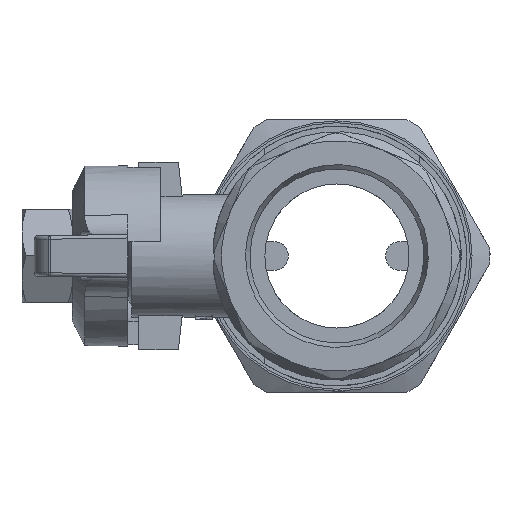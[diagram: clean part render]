
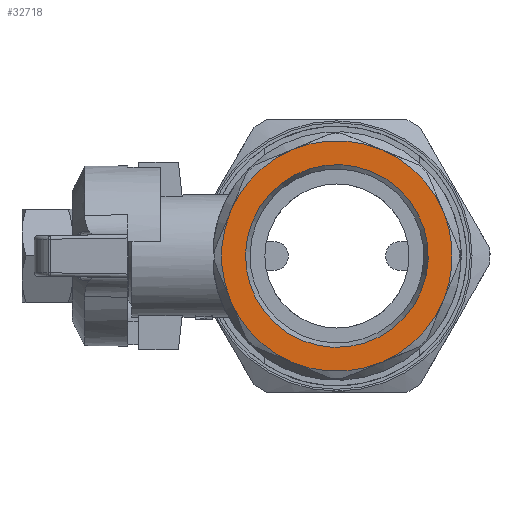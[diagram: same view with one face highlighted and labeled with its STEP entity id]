
A CAD part, left-side view. The second image highlights one B-rep face of the part: STEP entity #32718.
In plain terms, the highlighted planar face has unit normal (-1, 0, 0).
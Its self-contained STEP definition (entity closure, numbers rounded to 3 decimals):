
#8310=PLANE('',#34836);
#10763=ORIENTED_EDGE('',*,*,#20313,.F.);
#10764=ORIENTED_EDGE('',*,*,#20314,.F.);
#10765=ORIENTED_EDGE('',*,*,#20301,.F.);
#10766=ORIENTED_EDGE('',*,*,#20251,.F.);
#10767=ORIENTED_EDGE('',*,*,#20315,.F.);
#10768=ORIENTED_EDGE('',*,*,#20316,.F.);
#10769=ORIENTED_EDGE('',*,*,#20317,.F.);
#10770=ORIENTED_EDGE('',*,*,#20318,.F.);
#10771=ORIENTED_EDGE('',*,*,#20312,.F.);
#20251=EDGE_CURVE('',#25105,#25107,#28308,.T.);
#20301=EDGE_CURVE('',#25107,#25136,#28328,.T.);
#20312=EDGE_CURVE('',#25146,#25146,#28336,.T.);
#20313=EDGE_CURVE('',#25147,#25148,#28337,.T.);
#20314=EDGE_CURVE('',#25136,#25147,#28338,.T.);
#20315=EDGE_CURVE('',#25149,#25105,#28339,.T.);
#20316=EDGE_CURVE('',#25150,#25149,#28340,.T.);
#20317=EDGE_CURVE('',#25151,#25150,#28341,.T.);
#20318=EDGE_CURVE('',#25148,#25151,#28342,.T.);
#25105=VERTEX_POINT('',#50801);
#25107=VERTEX_POINT('',#50804);
#25136=VERTEX_POINT('',#50974);
#25146=VERTEX_POINT('',#51013);
#25147=VERTEX_POINT('',#51016);
#25148=VERTEX_POINT('',#51017);
#25149=VERTEX_POINT('',#51020);
#25150=VERTEX_POINT('',#51022);
#25151=VERTEX_POINT('',#51024);
#28308=CIRCLE('',#34782,16.);
#28328=CIRCLE('',#34821,16.);
#28336=CIRCLE('',#34835,12.68);
#28337=CIRCLE('',#34837,16.);
#28338=CIRCLE('',#34838,16.);
#28339=CIRCLE('',#34839,16.);
#28340=CIRCLE('',#34840,16.);
#28341=CIRCLE('',#34841,16.);
#28342=CIRCLE('',#34842,16.);
#28756=EDGE_LOOP('',(#10763,#10764,#10765,#10766,#10767,#10768,#10769,#10770));
#28757=EDGE_LOOP('',(#10771));
#30738=FACE_BOUND('',#28756,.T.);
#30739=FACE_BOUND('',#28757,.T.);
#32718=ADVANCED_FACE('',(#30738,#30739),#8310,.F.);
#34782=AXIS2_PLACEMENT_3D('',#50803,#38330,#38331);
#34821=AXIS2_PLACEMENT_3D('',#50973,#38432,#38433);
#34835=AXIS2_PLACEMENT_3D('',#51012,#38462,#38463);
#34836=AXIS2_PLACEMENT_3D('',#51014,#38464,#38465);
#34837=AXIS2_PLACEMENT_3D('',#51015,#38466,#38467);
#34838=AXIS2_PLACEMENT_3D('',#51018,#38468,#38469);
#34839=AXIS2_PLACEMENT_3D('',#51019,#38470,#38471);
#34840=AXIS2_PLACEMENT_3D('',#51021,#38472,#38473);
#34841=AXIS2_PLACEMENT_3D('',#51023,#38474,#38475);
#34842=AXIS2_PLACEMENT_3D('',#51025,#38476,#38477);
#38330=DIRECTION('',(1.,0.,0.));
#38331=DIRECTION('',(0.,-0.924,-0.383));
#38432=DIRECTION('',(1.,0.,0.));
#38433=DIRECTION('',(0.,-0.924,-0.383));
#38462=DIRECTION('',(-1.,0.,0.));
#38463=DIRECTION('',(0.,0.924,0.383));
#38464=DIRECTION('',(1.,0.,0.));
#38465=DIRECTION('',(0.,1.,0.));
#38466=DIRECTION('',(1.,0.,0.));
#38467=DIRECTION('',(0.,-0.924,-0.383));
#38468=DIRECTION('',(1.,0.,0.));
#38469=DIRECTION('',(0.,-0.924,-0.383));
#38470=DIRECTION('',(1.,0.,0.));
#38471=DIRECTION('',(0.,-0.924,-0.383));
#38472=DIRECTION('',(1.,0.,0.));
#38473=DIRECTION('',(0.,-0.924,-0.383));
#38474=DIRECTION('',(1.,0.,0.));
#38475=DIRECTION('',(0.,-0.924,-0.383));
#38476=DIRECTION('',(1.,0.,0.));
#38477=DIRECTION('',(0.,-0.924,-0.383));
#50801=CARTESIAN_POINT('',(-34.75,14.782,6.123));
#50803=CARTESIAN_POINT('',(-34.75,0.,0.));
#50804=CARTESIAN_POINT('',(-34.75,6.123,14.782));
#50973=CARTESIAN_POINT('',(-34.75,0.,0.));
#50974=CARTESIAN_POINT('',(-34.75,-6.123,14.782));
#51012=CARTESIAN_POINT('',(-34.75,0.,0.));
#51013=CARTESIAN_POINT('',(-34.75,11.715,4.852));
#51014=CARTESIAN_POINT('',(-34.75,-7.853,-3.253));
#51015=CARTESIAN_POINT('',(-34.75,0.,0.));
#51016=CARTESIAN_POINT('',(-34.75,-14.782,6.123));
#51017=CARTESIAN_POINT('',(-34.75,-14.782,-6.123));
#51018=CARTESIAN_POINT('',(-34.75,0.,0.));
#51019=CARTESIAN_POINT('',(-34.75,0.,0.));
#51020=CARTESIAN_POINT('',(-34.75,14.782,-6.123));
#51021=CARTESIAN_POINT('',(-34.75,0.,0.));
#51022=CARTESIAN_POINT('',(-34.75,6.123,-14.782));
#51023=CARTESIAN_POINT('',(-34.75,0.,0.));
#51024=CARTESIAN_POINT('',(-34.75,-6.123,-14.782));
#51025=CARTESIAN_POINT('',(-34.75,0.,0.));
